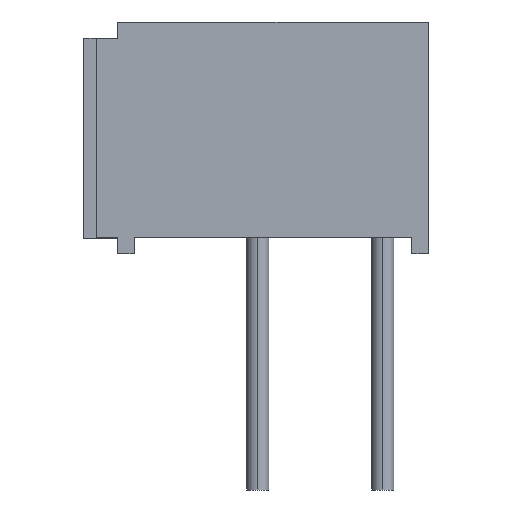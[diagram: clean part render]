
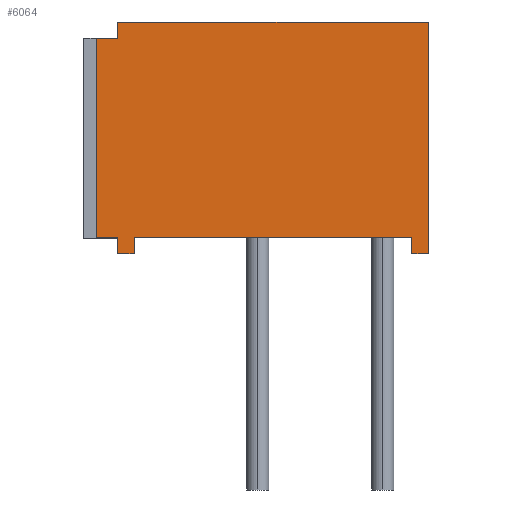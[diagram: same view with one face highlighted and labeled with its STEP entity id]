
A CAD part, left-side view. The second image highlights one B-rep face of the part: STEP entity #6064.
In plain terms, the highlighted planar face has unit normal (-1, 0, 0).
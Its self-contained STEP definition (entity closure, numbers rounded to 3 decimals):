
#100 = CARTESIAN_POINT ( 'NONE',  ( -3.3, 3.15, -2.02 ) ) ;
#256 = LINE ( 'NONE', #8368, #11354 ) ;
#421 = CARTESIAN_POINT ( 'NONE',  ( -3.3, -2.82, -2.02 ) ) ;
#454 = LINE ( 'NONE', #8545, #3933 ) ;
#564 = VECTOR ( 'NONE', #1625, 1000. ) ;
#605 = CARTESIAN_POINT ( 'NONE',  ( -3.3, 3.59, 2.02 ) ) ;
#760 = CARTESIAN_POINT ( 'NONE',  ( -3.3, 3.15, 2.35 ) ) ;
#853 = CARTESIAN_POINT ( 'NONE',  ( -3.3, -3.15, 2.35 ) ) ;
#891 = EDGE_CURVE ( 'NONE', #2079, #13132, #5294, .T. ) ;
#916 = EDGE_CURVE ( 'NONE', #1506, #11026, #2710, .T. ) ;
#1127 = LINE ( 'NONE', #9193, #11152 ) ;
#1460 = ORIENTED_EDGE ( 'NONE', *, *, #7414, .F. ) ;
#1506 = VERTEX_POINT ( 'NONE', #760 ) ;
#1573 = CARTESIAN_POINT ( 'NONE',  ( -3.3, 2.82, -2.35 ) ) ;
#1625 = DIRECTION ( 'NONE',  ( 0., -1., 0. ) ) ;
#1849 = VERTEX_POINT ( 'NONE', #605 ) ;
#2079 = VERTEX_POINT ( 'NONE', #3514 ) ;
#2173 = ORIENTED_EDGE ( 'NONE', *, *, #10071, .T. ) ;
#2295 = DIRECTION ( 'NONE',  ( 0., 0., -1. ) ) ;
#2298 = DIRECTION ( 'NONE',  ( 0., 0., 1. ) ) ;
#2367 = PLANE ( 'NONE',  #10336 ) ;
#2710 = LINE ( 'NONE', #10797, #13426 ) ;
#2966 = DIRECTION ( 'NONE',  ( 0., 0., -1. ) ) ;
#2991 = VERTEX_POINT ( 'NONE', #10627 ) ;
#3119 = LINE ( 'NONE', #11201, #8323 ) ;
#3514 = CARTESIAN_POINT ( 'NONE',  ( -3.3, 3.15, -2.35 ) ) ;
#3538 = CARTESIAN_POINT ( 'NONE',  ( -3.3, 3.15, 2.02 ) ) ;
#3707 = EDGE_CURVE ( 'NONE', #12939, #8712, #6368, .T. ) ;
#3933 = VECTOR ( 'NONE', #2295, 1000. ) ;
#3955 = ORIENTED_EDGE ( 'NONE', *, *, #12447, .F. ) ;
#4174 = CARTESIAN_POINT ( 'NONE',  ( -3.3, -3.15, 2.35 ) ) ;
#4234 = DIRECTION ( 'NONE',  ( 1., 0., 0. ) ) ;
#4429 = CARTESIAN_POINT ( 'NONE',  ( -3.3, 3.15, -2.02 ) ) ;
#4570 = DIRECTION ( 'NONE',  ( 0., -1., 0. ) ) ;
#4835 = LINE ( 'NONE', #1573, #5611 ) ;
#4960 = ORIENTED_EDGE ( 'NONE', *, *, #891, .T. ) ;
#4992 = DIRECTION ( 'NONE',  ( 0., -1., 0. ) ) ;
#5061 = VECTOR ( 'NONE', #7662, 1000. ) ;
#5092 = ORIENTED_EDGE ( 'NONE', *, *, #3707, .T. ) ;
#5294 = LINE ( 'NONE', #13311, #10866 ) ;
#5480 = VECTOR ( 'NONE', #8226, 1000. ) ;
#5611 = VECTOR ( 'NONE', #10121, 1000. ) ;
#5665 = CARTESIAN_POINT ( 'NONE',  ( -3.3, 3.59, -2.02 ) ) ;
#5731 = EDGE_CURVE ( 'NONE', #7848, #1506, #5832, .T. ) ;
#5832 = LINE ( 'NONE', #13822, #5061 ) ;
#6059 = ORIENTED_EDGE ( 'NONE', *, *, #5731, .F. ) ;
#6064 = ADVANCED_FACE ( 'NONE', ( #9282 ), #2367, .F. ) ;
#6178 = VERTEX_POINT ( 'NONE', #11394 ) ;
#6331 = EDGE_CURVE ( 'NONE', #1849, #7848, #3119, .T. ) ;
#6368 = LINE ( 'NONE', #100, #5480 ) ;
#6685 = LINE ( 'NONE', #421, #10044 ) ;
#6709 = CARTESIAN_POINT ( 'NONE',  ( -3.3, 2.82, -2.02 ) ) ;
#6865 = CARTESIAN_POINT ( 'NONE',  ( -3.3, 2.82, -2.35 ) ) ;
#6996 = EDGE_LOOP ( 'NONE', ( #11597, #6059, #13180, #1460, #5092, #7104, #4960, #7397, #7962, #2173, #12070, #3955 ) ) ;
#7104 = ORIENTED_EDGE ( 'NONE', *, *, #10380, .T. ) ;
#7159 = DIRECTION ( 'NONE',  ( 0., -1., 0. ) ) ;
#7178 = VERTEX_POINT ( 'NONE', #6709 ) ;
#7397 = ORIENTED_EDGE ( 'NONE', *, *, #12667, .T. ) ;
#7414 = EDGE_CURVE ( 'NONE', #12939, #1849, #256, .T. ) ;
#7662 = DIRECTION ( 'NONE',  ( 0., 0., 1. ) ) ;
#7848 = VERTEX_POINT ( 'NONE', #3538 ) ;
#7894 = CARTESIAN_POINT ( 'NONE',  ( -3.3, 3.15, -2.35 ) ) ;
#7962 = ORIENTED_EDGE ( 'NONE', *, *, #9903, .T. ) ;
#8226 = DIRECTION ( 'NONE',  ( 0., -1., 0. ) ) ;
#8323 = VECTOR ( 'NONE', #4992, 1000. ) ;
#8368 = CARTESIAN_POINT ( 'NONE',  ( -3.3, 3.59, -4.496 ) ) ;
#8516 = DIRECTION ( 'NONE',  ( 0., -1., 0. ) ) ;
#8545 = CARTESIAN_POINT ( 'NONE',  ( -3.3, -2.82, -2.35 ) ) ;
#8712 = VERTEX_POINT ( 'NONE', #4429 ) ;
#9193 = CARTESIAN_POINT ( 'NONE',  ( -3.3, 3.15, -2.35 ) ) ;
#9282 = FACE_OUTER_BOUND ( 'NONE', #6996, .T. ) ;
#9697 = CARTESIAN_POINT ( 'NONE',  ( -3.3, -2.82, -2.35 ) ) ;
#9903 = EDGE_CURVE ( 'NONE', #7178, #6178, #6685, .T. ) ;
#10044 = VECTOR ( 'NONE', #8516, 1000. ) ;
#10071 = EDGE_CURVE ( 'NONE', #6178, #10120, #454, .T. ) ;
#10120 = VERTEX_POINT ( 'NONE', #9697 ) ;
#10121 = DIRECTION ( 'NONE',  ( 0., 0., 1. ) ) ;
#10164 = EDGE_CURVE ( 'NONE', #10120, #2991, #14053, .T. ) ;
#10336 = AXIS2_PLACEMENT_3D ( 'NONE', #10453, #4234, #12294 ) ;
#10380 = EDGE_CURVE ( 'NONE', #8712, #2079, #1127, .T. ) ;
#10453 = CARTESIAN_POINT ( 'NONE',  ( -3.3, 3.15, 2.35 ) ) ;
#10627 = CARTESIAN_POINT ( 'NONE',  ( -3.3, -3.15, -2.35 ) ) ;
#10797 = CARTESIAN_POINT ( 'NONE',  ( -3.3, 3.15, 2.35 ) ) ;
#10866 = VECTOR ( 'NONE', #7159, 1000. ) ;
#11026 = VERTEX_POINT ( 'NONE', #853 ) ;
#11152 = VECTOR ( 'NONE', #2966, 1000. ) ;
#11201 = CARTESIAN_POINT ( 'NONE',  ( -3.3, 3.15, 2.02 ) ) ;
#11354 = VECTOR ( 'NONE', #2298, 1000. ) ;
#11394 = CARTESIAN_POINT ( 'NONE',  ( -3.3, -2.82, -2.02 ) ) ;
#11597 = ORIENTED_EDGE ( 'NONE', *, *, #916, .F. ) ;
#12070 = ORIENTED_EDGE ( 'NONE', *, *, #10164, .T. ) ;
#12093 = LINE ( 'NONE', #4174, #12480 ) ;
#12294 = DIRECTION ( 'NONE',  ( 0., 1., 0. ) ) ;
#12447 = EDGE_CURVE ( 'NONE', #11026, #2991, #12093, .T. ) ;
#12480 = VECTOR ( 'NONE', #13126, 1000. ) ;
#12667 = EDGE_CURVE ( 'NONE', #13132, #7178, #4835, .T. ) ;
#12939 = VERTEX_POINT ( 'NONE', #5665 ) ;
#13126 = DIRECTION ( 'NONE',  ( 0., 0., -1. ) ) ;
#13132 = VERTEX_POINT ( 'NONE', #6865 ) ;
#13180 = ORIENTED_EDGE ( 'NONE', *, *, #6331, .F. ) ;
#13311 = CARTESIAN_POINT ( 'NONE',  ( -3.3, 3.15, -2.35 ) ) ;
#13426 = VECTOR ( 'NONE', #4570, 1000. ) ;
#13822 = CARTESIAN_POINT ( 'NONE',  ( -3.3, 3.15, 2.02 ) ) ;
#14053 = LINE ( 'NONE', #7894, #564 ) ;
